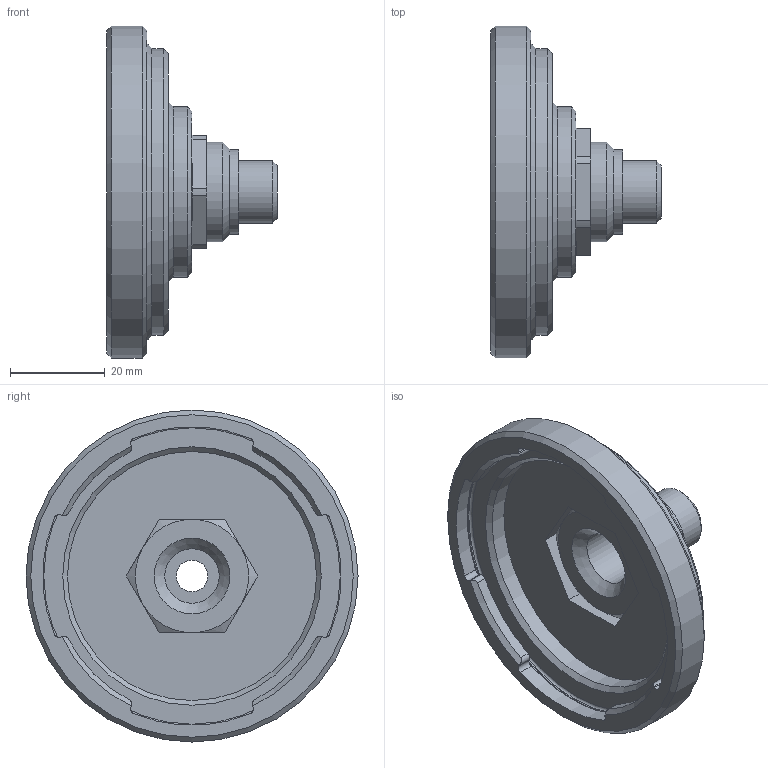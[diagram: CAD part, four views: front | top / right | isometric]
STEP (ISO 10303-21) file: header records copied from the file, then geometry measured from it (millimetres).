
FILE_DESCRIPTION((''),'2;1');
FILE_NAME('2080_Montagesupport.stp','2014-08-19T15:40:09',('pascalzweiacker'),(''),'Autodesk Inventor 2012','Autodesk Inventor 2012','');
FILE_SCHEMA(('CONFIG_CONTROL_DESIGN'));
Length unit declared in the file: millimetre
Products named in the file (5): 2080_Montagesupport; 0604129_Flansch_zu_Schutzadapter; 0604132_Nippel; 6kt-Mu G1-2 Ms RR92 6003 125; 0604132_01_Dichtring
Assembly tree (4 placements, depth 2):
  2080_Montagesupport
    0604129_Flansch_zu_Schutzadapter
    0604132_Nippel
    6kt-Mu G1-2 Ms RR92 6003 125
    0604132_01_Dichtring
Bounding box: 36 x 70 x 70 mm (x, y, z)
Volume: 29056.6 mm3; surface area: 16401.5 mm2
Topology: 4 solids, 4 shells, 107 faces, 262 edges, 171 vertices
Faces by surface type: plane 46, cylinder 43, cone 16, torus 2
Full cylindrical faces by diameter (mm): 6.647 x1, 11.5 x1, 13.15 x1, 13.4 x1, 17.9 x1, 18.8 x1, 20.95 x1, 22 x1, 36 x1, 52.5 x1, 60.5 x1, 63.5 x1, 70 x1
Entity records: 3289 total; most frequent: CARTESIAN_POINT 710, DIRECTION 534, ORIENTED_EDGE 462, EDGE_CURVE 231, AXIS2_PLACEMENT_3D 215, VERTEX_POINT 167, EDGE_LOOP 150, FACE_OUTER_BOUND 107
